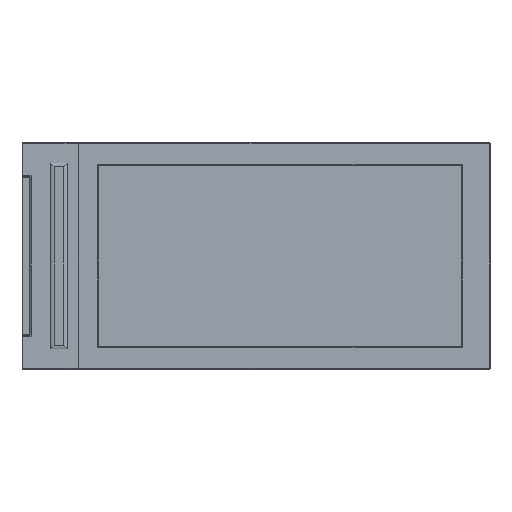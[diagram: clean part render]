
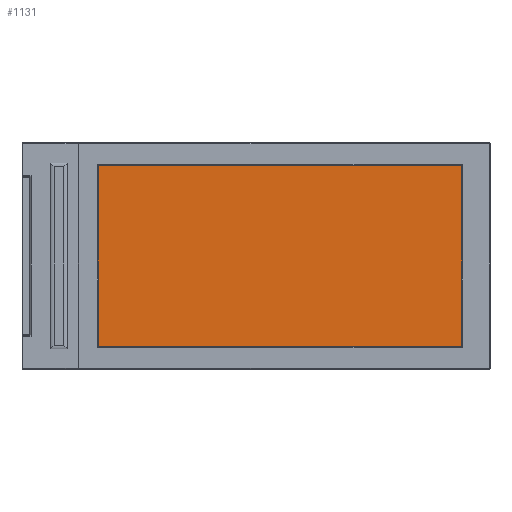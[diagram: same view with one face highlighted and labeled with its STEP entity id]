
A CAD part, top view. The second image highlights one B-rep face of the part: STEP entity #1131.
In plain terms, the highlighted planar face has unit normal (0, 0, 1).
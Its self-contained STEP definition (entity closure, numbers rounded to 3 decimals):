
#109=FACE_OUTER_BOUND('',#184,.T.);
#184=EDGE_LOOP('',(#986,#987,#988,#989));
#313=LINE('',#1789,#456);
#316=LINE('',#1794,#459);
#326=LINE('',#1823,#469);
#327=LINE('',#1825,#470);
#456=VECTOR('',#1483,10.);
#459=VECTOR('',#1488,10.);
#469=VECTOR('',#1518,10.);
#470=VECTOR('',#1521,10.);
#537=VERTEX_POINT('',#1786);
#538=VERTEX_POINT('',#1788);
#539=VERTEX_POINT('',#1792);
#548=VERTEX_POINT('',#1821);
#677=EDGE_CURVE('',#538,#537,#313,.T.);
#680=EDGE_CURVE('',#537,#539,#316,.T.);
#694=EDGE_CURVE('',#539,#548,#326,.T.);
#695=EDGE_CURVE('',#548,#538,#327,.T.);
#986=ORIENTED_EDGE('',*,*,#677,.T.);
#987=ORIENTED_EDGE('',*,*,#680,.T.);
#988=ORIENTED_EDGE('',*,*,#694,.T.);
#989=ORIENTED_EDGE('',*,*,#695,.T.);
#1058=PLANE('',#1223);
#1131=ADVANCED_FACE('',(#109),#1058,.T.);
#1223=AXIS2_PLACEMENT_3D('',#1827,#1524,#1525);
#1483=DIRECTION('',(0.,1.,0.));
#1488=DIRECTION('',(-1.,0.,0.));
#1518=DIRECTION('',(0.,-1.,0.));
#1521=DIRECTION('',(1.,0.,0.));
#1524=DIRECTION('center_axis',(0.,0.,1.));
#1525=DIRECTION('ref_axis',(1.,0.,0.));
#1786=CARTESIAN_POINT('',(26.25,12.15,1.5));
#1788=CARTESIAN_POINT('',(26.25,1.35,1.5));
#1789=CARTESIAN_POINT('',(26.25,9.45,1.5));
#1792=CARTESIAN_POINT('',(4.55,12.15,1.5));
#1794=CARTESIAN_POINT('',(9.263,12.15,1.5));
#1821=CARTESIAN_POINT('',(4.55,1.35,1.5));
#1823=CARTESIAN_POINT('',(4.55,4.05,1.5));
#1825=CARTESIAN_POINT('',(20.113,1.35,1.5));
#1827=CARTESIAN_POINT('Origin',(13.975,6.75,1.5));
